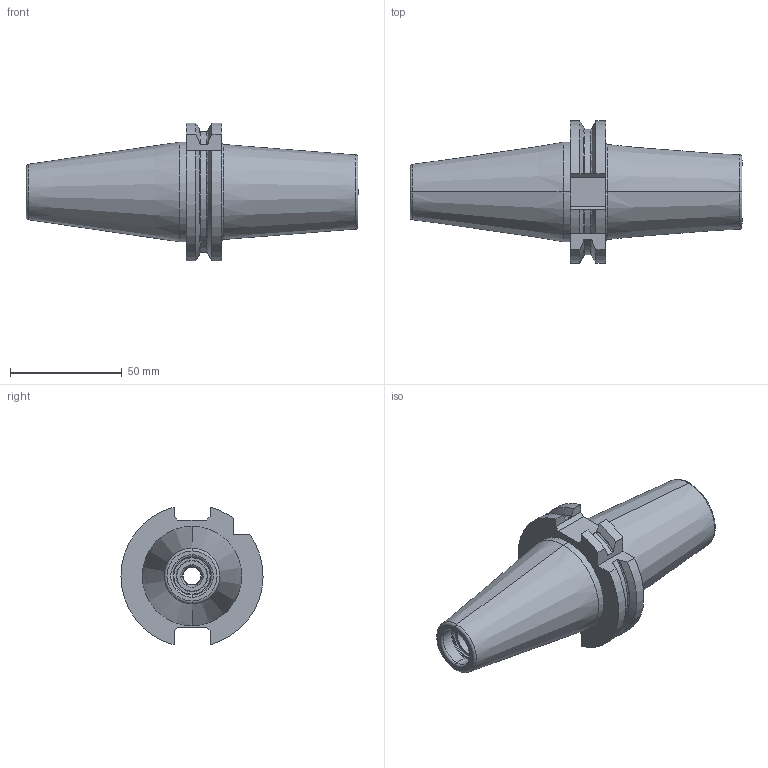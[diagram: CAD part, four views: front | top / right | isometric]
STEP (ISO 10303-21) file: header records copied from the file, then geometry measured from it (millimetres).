
FILE_DESCRIPTION (( 'STEP AP203' ), '1' );
FILE_NAME ('72-060-500-600_Kunde.step', '2013-01-09T11:37:54', ( '' ), ( '' ), 'SwSTEP 2.0', 'SolidWorks 2012', '' );
FILE_SCHEMA (( 'CONFIG_CONTROL_DESIGN' ));
Length unit declared in the file: millimetre
Products named in the file (4): 72-060-500-600_Kunde; Dichtstopfen MB700-030; GS-WN-16x1-20; 72-060-500-600_0_mit KKB �2
Assembly tree (3 placements, depth 2):
  72-060-500-600_Kunde
    72-060-500-600_0_mit KKB �2
    GS-WN-16x1-20
    Dichtstopfen MB700-030
Bounding box: 148.4 x 63.54 x 61.48 mm (x, y, z)
Volume: 152524.9 mm3; surface area: 33706 mm2
Topology: 3 solids, 3 shells, 167 faces, 407 edges, 242 vertices
Faces by surface type: cylinder 55, plane 54, cone 38, torus 18, sphere 2
Entity records: 5543 total; most frequent: CARTESIAN_POINT 1284, DIRECTION 833, ORIENTED_EDGE 798, EDGE_CURVE 399, AXIS2_PLACEMENT_3D 327, VERTEX_POINT 242, EDGE_LOOP 181, LINE 179
